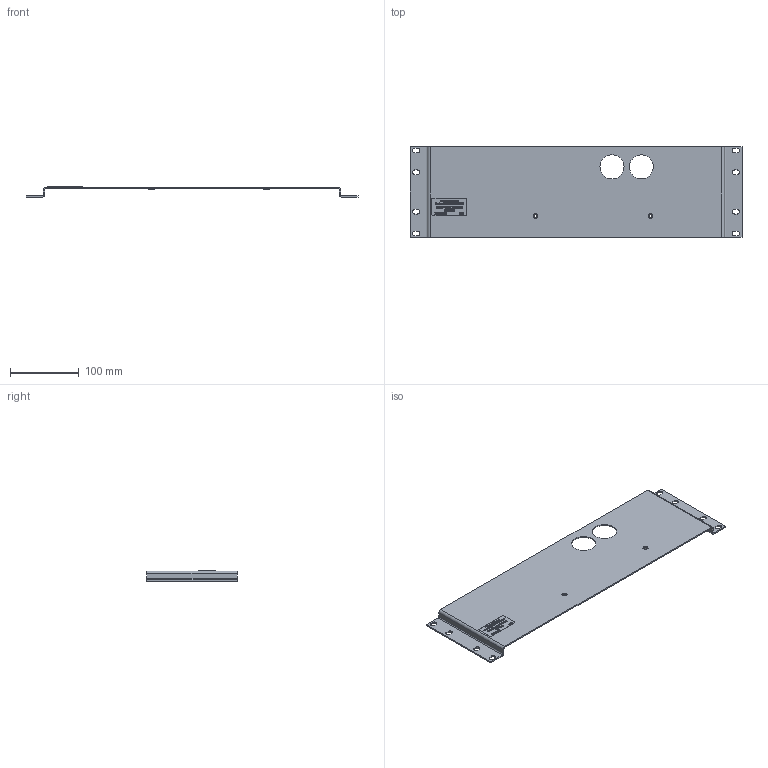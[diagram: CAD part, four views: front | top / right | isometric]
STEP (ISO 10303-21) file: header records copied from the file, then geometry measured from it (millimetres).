
FILE_DESCRIPTION (( 'STEP AP214' ), '1' );
FILE_NAME ('1101-378-E.STEP', '2019-01-24T17:21:36', ( '' ), ( '' ), 'SwSTEP 2.0', 'SolidWorks 2018', '' );
FILE_SCHEMA (( 'AUTOMOTIVE_DESIGN' ));
Length unit declared in the file: inch
Products named in the file (9): 2002-088^2002-088; 2003-2580; S-032-2^2002-088; 2002-088; 1101-378-E
Assembly tree (5 placements, depth 3):
  2003-2580
  S-032-2^2002-088
  2002-088^2002-088
  S-032-2^2002-088
  1101-378-E
    2002-088
      2002-088^2002-088
      S-032-2^2002-088  x2
    2003-2580
Bounding box: 482.6 x 131.78 x 14.86 mm (x, y, z)
Volume: 122173.4 mm3; surface area: 134059.2 mm2
Topology: 4 solids, 4 shells, 1186 faces, 3136 edges, 2076 vertices
Faces by surface type: plane 574, bspline 536, cylinder 60, cone 16
Entity records: 76062 total; most frequent: CARTESIAN_POINT 36960, ORIENTED_EDGE 6188, DIRECTION 3416, EDGE_CURVE 3094, VERTEX_POINT 2050, VECTOR 1908, LINE 1908, EDGE_LOOP 1308
